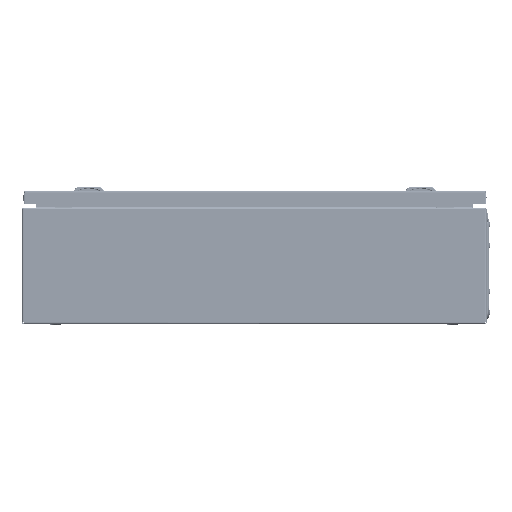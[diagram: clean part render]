
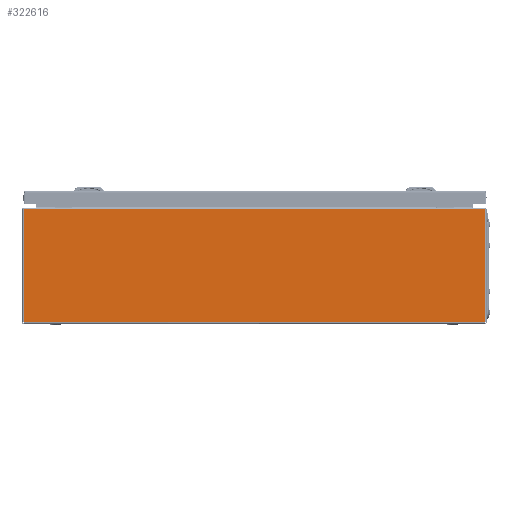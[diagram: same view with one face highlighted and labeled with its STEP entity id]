
A CAD part, left-side view. The second image highlights one B-rep face of the part: STEP entity #322616.
In plain terms, the highlighted planar face has unit normal (-1, 0, 0).
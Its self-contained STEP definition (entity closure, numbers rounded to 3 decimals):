
#211 = CARTESIAN_POINT ( 'NONE',  ( -1.2, -85.1, -348.8 ) ) ;
#1171 = EDGE_CURVE ( 'NONE', #188400, #242024, #323632, .T. ) ;
#2251 = VECTOR ( 'NONE', #189960, 1000. ) ;
#17783 = LINE ( 'NONE', #313294, #274294 ) ;
#21889 = VERTEX_POINT ( 'NONE', #325320 ) ;
#25612 = EDGE_CURVE ( 'NONE', #131502, #259337, #347487, .T. ) ;
#27604 = VECTOR ( 'NONE', #287904, 1000. ) ;
#30691 = DIRECTION ( 'NONE',  ( 0., 0., -1. ) ) ;
#40934 = DIRECTION ( 'NONE',  ( 0., 0., -1. ) ) ;
#41804 = CARTESIAN_POINT ( 'NONE',  ( -1.2, -85.1, -347.55 ) ) ;
#62277 = ORIENTED_EDGE ( 'NONE', *, *, #382317, .F. ) ;
#95799 = CARTESIAN_POINT ( 'NONE',  ( -1.2, -85.1, 348.8 ) ) ;
#112583 = ORIENTED_EDGE ( 'NONE', *, *, #311983, .F. ) ;
#112826 = LINE ( 'NONE', #322898, #255386 ) ;
#131502 = VERTEX_POINT ( 'NONE', #251701 ) ;
#151596 = PLANE ( 'NONE',  #239049 ) ;
#153051 = EDGE_LOOP ( 'NONE', ( #112583, #255342, #62277, #361617, #193228, #336896, #236559 ) ) ;
#159686 = CARTESIAN_POINT ( 'NONE',  ( -1.2, 85.1, -347.6 ) ) ;
#163781 = LINE ( 'NONE', #280272, #2251 ) ;
#182503 = CARTESIAN_POINT ( 'NONE',  ( -1.2, -85.1, -347.6 ) ) ;
#188400 = VERTEX_POINT ( 'NONE', #159686 ) ;
#189960 = DIRECTION ( 'NONE',  ( 0., 0., -1. ) ) ;
#193228 = ORIENTED_EDGE ( 'NONE', *, *, #364712, .F. ) ;
#196205 = CARTESIAN_POINT ( 'NONE',  ( -1.2, 85.1, 348.8 ) ) ;
#198694 = LINE ( 'NONE', #196205, #27604 ) ;
#208211 = LINE ( 'NONE', #41804, #360371 ) ;
#212442 = CARTESIAN_POINT ( 'NONE',  ( -1.2, -85.1, 346.95 ) ) ;
#212667 = DIRECTION ( 'NONE',  ( 1., 0., 0. ) ) ;
#223831 = DIRECTION ( 'NONE',  ( 0., 0., 1. ) ) ;
#236559 = ORIENTED_EDGE ( 'NONE', *, *, #25612, .F. ) ;
#239049 = AXIS2_PLACEMENT_3D ( 'NONE', #211, #212667, #30691 ) ;
#242024 = VERTEX_POINT ( 'NONE', #182503 ) ;
#242809 = VECTOR ( 'NONE', #358673, 1000. ) ;
#251701 = CARTESIAN_POINT ( 'NONE',  ( -1.2, -85.1, 347. ) ) ;
#255342 = ORIENTED_EDGE ( 'NONE', *, *, #370230, .T. ) ;
#255386 = VECTOR ( 'NONE', #329487, 1000. ) ;
#259337 = VERTEX_POINT ( 'NONE', #212442 ) ;
#264460 = VERTEX_POINT ( 'NONE', #290081 ) ;
#266660 = VECTOR ( 'NONE', #308302, 1000. ) ;
#274294 = VECTOR ( 'NONE', #40934, 1000. ) ;
#280272 = CARTESIAN_POINT ( 'NONE',  ( -1.2, 85.1, 347. ) ) ;
#280899 = VERTEX_POINT ( 'NONE', #353998 ) ;
#287904 = DIRECTION ( 'NONE',  ( 0., 0., 1. ) ) ;
#290081 = CARTESIAN_POINT ( 'NONE',  ( -1.2, -85.1, -347.55 ) ) ;
#308302 = DIRECTION ( 'NONE',  ( 0., 0., -1. ) ) ;
#311983 = EDGE_CURVE ( 'NONE', #21889, #131502, #112826, .T. ) ;
#313294 = CARTESIAN_POINT ( 'NONE',  ( -1.2, -85.1, 348.8 ) ) ;
#322616 = ADVANCED_FACE ( 'NONE', ( #390711 ), #151596, .F. ) ;
#322898 = CARTESIAN_POINT ( 'NONE',  ( -1.2, 85.1, 347. ) ) ;
#323632 = LINE ( 'NONE', #328131, #242809 ) ;
#325320 = CARTESIAN_POINT ( 'NONE',  ( -1.2, 85.1, 347. ) ) ;
#328131 = CARTESIAN_POINT ( 'NONE',  ( -1.2, 85.1, -347.6 ) ) ;
#329487 = DIRECTION ( 'NONE',  ( 0., -1., 0. ) ) ;
#336896 = ORIENTED_EDGE ( 'NONE', *, *, #382218, .T. ) ;
#347487 = LINE ( 'NONE', #95799, #266660 ) ;
#353998 = CARTESIAN_POINT ( 'NONE',  ( -1.2, 85.1, -347.3 ) ) ;
#358673 = DIRECTION ( 'NONE',  ( 0., -1., 0. ) ) ;
#360371 = VECTOR ( 'NONE', #223831, 1000. ) ;
#361617 = ORIENTED_EDGE ( 'NONE', *, *, #1171, .T. ) ;
#364712 = EDGE_CURVE ( 'NONE', #264460, #242024, #17783, .T. ) ;
#370230 = EDGE_CURVE ( 'NONE', #21889, #280899, #163781, .T. ) ;
#382218 = EDGE_CURVE ( 'NONE', #264460, #259337, #208211, .T. ) ;
#382317 = EDGE_CURVE ( 'NONE', #188400, #280899, #198694, .T. ) ;
#390711 = FACE_OUTER_BOUND ( 'NONE', #153051, .T. ) ;
